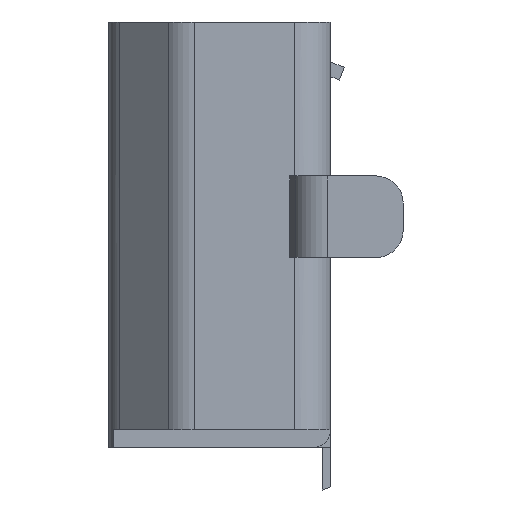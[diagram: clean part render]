
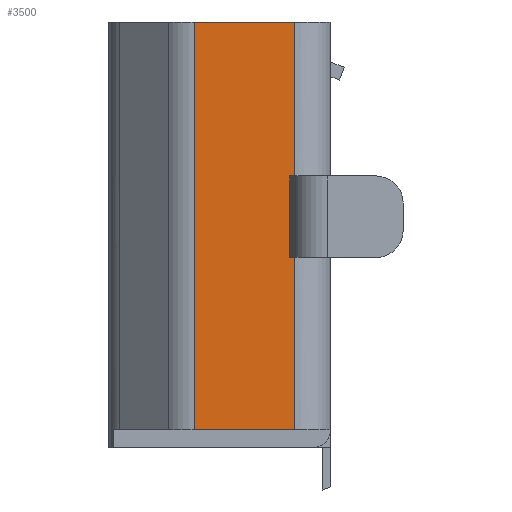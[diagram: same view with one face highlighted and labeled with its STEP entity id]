
A CAD part, left-side view. The second image highlights one B-rep face of the part: STEP entity #3500.
In plain terms, the highlighted planar face has unit normal (-1, 0, 0).
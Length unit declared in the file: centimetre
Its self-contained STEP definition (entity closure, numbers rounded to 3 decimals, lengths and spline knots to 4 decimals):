
#471=VERTEX_POINT('',#5221);
#472=VERTEX_POINT('',#5223);
#516=VERTEX_POINT('',#5374);
#517=VERTEX_POINT('',#5376);
#519=VERTEX_POINT('',#5382);
#523=VERTEX_POINT('',#5398);
#524=VERTEX_POINT('',#5402);
#568=VERTEX_POINT('',#5550);
#861=VECTOR('',#4249,1.);
#927=VECTOR('',#4371,1.);
#929=VECTOR('',#4376,1.);
#935=VECTOR('',#4392,1.);
#936=VECTOR('',#4399,1.);
#987=VECTOR('',#4537,1.);
#988=VECTOR('',#4541,1.);
#1281=LINE('',#5222,#861);
#1347=LINE('',#5375,#927);
#1349=LINE('',#5381,#929);
#1355=LINE('',#5397,#935);
#1356=LINE('',#5403,#936);
#1407=LINE('',#5549,#987);
#1408=LINE('',#5553,#988);
#1748=EDGE_CURVE('',#472,#471,#1281,.T.);
#1826=EDGE_CURVE('',#517,#516,#1347,.T.);
#1829=EDGE_CURVE('',#519,#517,#1349,.T.);
#1837=EDGE_CURVE('',#523,#519,#1355,.T.);
#1840=EDGE_CURVE('',#524,#516,#1356,.T.);
#1841=EDGE_CURVE('',#523,#471,#1356,.T.);
#1914=EDGE_CURVE('',#568,#472,#1407,.T.);
#1916=EDGE_CURVE('',#568,#524,#1408,.T.);
#2901=ORIENTED_EDGE('',*,*,#1748,.T.);
#2902=ORIENTED_EDGE('',*,*,#1841,.F.);
#2903=ORIENTED_EDGE('',*,*,#1837,.T.);
#2904=ORIENTED_EDGE('',*,*,#1829,.T.);
#2905=ORIENTED_EDGE('',*,*,#1826,.T.);
#2906=ORIENTED_EDGE('',*,*,#1840,.F.);
#2907=ORIENTED_EDGE('',*,*,#1916,.F.);
#2908=ORIENTED_EDGE('',*,*,#1914,.T.);
#3124=EDGE_LOOP('',(#2901,#2902,#2903,#2904,#2905,#2906,#2907,#2908));
#3318=FACE_BOUND('',#3124,.T.);
#3500=ADVANCED_FACE('',(#3318),#5694,.T.);
#3754=AXIS2_PLACEMENT_3D('',#5552,#4540,$);
#4249=DIRECTION('',(0.,-1.,0.));
#4371=DIRECTION('',(0.,-1.,0.));
#4376=DIRECTION('',(0.,0.,1.));
#4392=DIRECTION('',(0.,1.,0.));
#4399=DIRECTION('',(0.,0.,-1.));
#4537=DIRECTION('',(0.,0.,-1.));
#4540=DIRECTION('',(-1.,0.,0.));
#4541=DIRECTION('',(0.,-1.,0.));
#5221=CARTESIAN_POINT('',(-0.375,0.04,-0.45));
#5222=CARTESIAN_POINT('',(-0.375,0.1085,-0.45));
#5223=CARTESIAN_POINT('',(-0.375,0.1506,-0.45));
#5374=CARTESIAN_POINT('',(-0.375,0.04,-0.17));
#5375=CARTESIAN_POINT('',(-0.375,0.0398,-0.17));
#5376=CARTESIAN_POINT('',(-0.375,0.045,-0.17));
#5381=CARTESIAN_POINT('',(-0.375,0.045,-0.13));
#5382=CARTESIAN_POINT('',(-0.375,0.045,-0.26));
#5397=CARTESIAN_POINT('',(-0.375,0.0398,-0.26));
#5398=CARTESIAN_POINT('',(-0.375,0.04,-0.26));
#5402=CARTESIAN_POINT('',(-0.375,0.04,0.));
#5403=CARTESIAN_POINT('',(-0.375,0.04,0.));
#5549=CARTESIAN_POINT('',(-0.375,0.1506,0.));
#5550=CARTESIAN_POINT('',(-0.375,0.1506,0.));
#5552=CARTESIAN_POINT('',(-0.375,0.0953,0.));
#5553=CARTESIAN_POINT('',(-0.375,0.1506,0.));
#5694=PLANE('',#3754);
